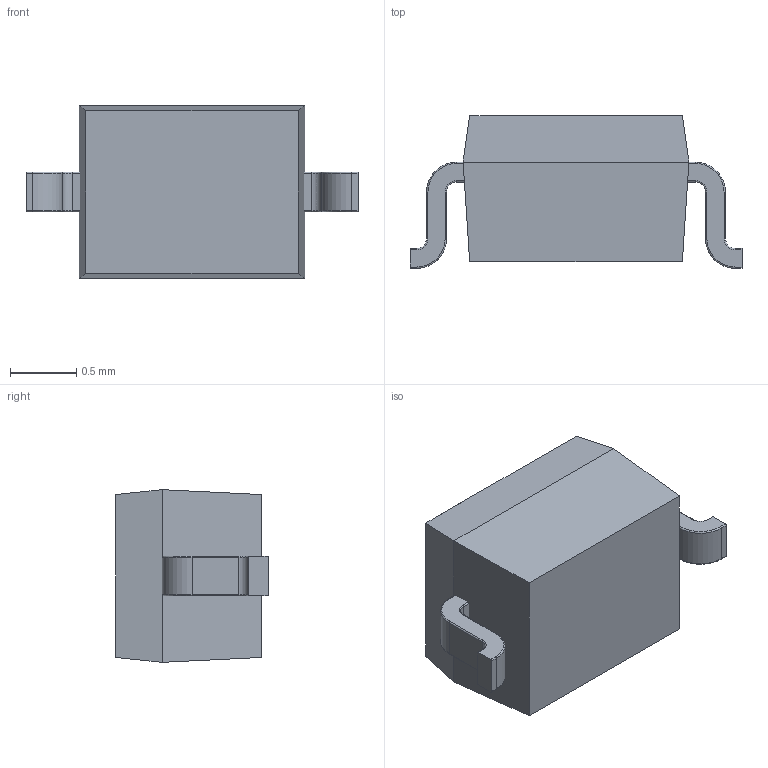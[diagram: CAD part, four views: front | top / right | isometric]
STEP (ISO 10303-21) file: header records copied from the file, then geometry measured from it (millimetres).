
FILE_DESCRIPTION(/* description */ (''),/* implementation_level */ '2;1');
FILE_NAME(/* name */ '',/* time_stamp */ '',/* author */ (''),/* organization */ (''),/* preprocessor_version */ '',/* originating_system */ '',/* authorisation */ '');
FILE_SCHEMA (('AUTOMOTIVE_DESIGN { 1 0 10303 214 3 1 1 }'));
Length unit declared in the file: millimetre
Products named in the file (3): SOD-323; SOD-323_Body; SOD-323_Lead
Assembly tree (3 placements, depth 2):
  SOD-323
    SOD-323_Body
    SOD-323_Lead  x2
Bounding box: 2.5 x 1.15 x 1.3 mm (x, y, z)
Volume: 2.5 mm3; surface area: 13.7 mm2
Topology: 3 solids, 3 shells, 329 faces, 872 edges, 568 vertices
Faces by surface type: bspline 150, plane 131, cylinder 32, torus 16
Entity records: 10285 total; most frequent: CARTESIAN_POINT 3443, ORIENTED_EDGE 1584, DIRECTION 914, EDGE_CURVE 792, VERTEX_POINT 520, LINE 452, VECTOR 452, EDGE_LOOP 314
